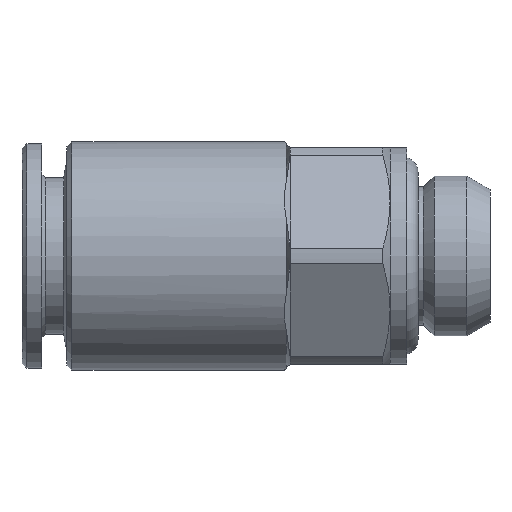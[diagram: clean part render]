
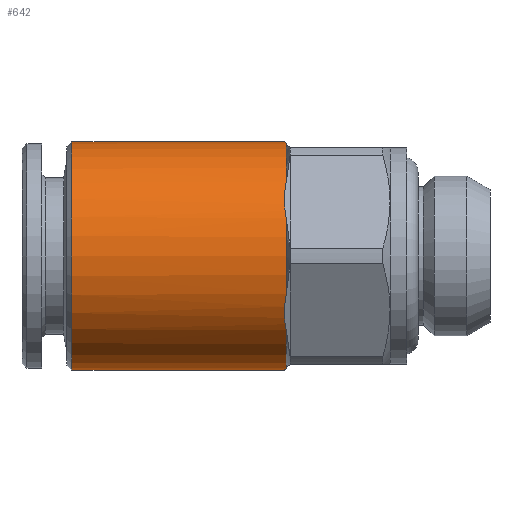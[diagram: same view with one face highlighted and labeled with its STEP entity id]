
A CAD part, left-side view. The second image highlights one B-rep face of the part: STEP entity #642.
In plain terms, the highlighted cylindrical face has radius 6.85 mm (diameter 13.7 mm), a partial arc.
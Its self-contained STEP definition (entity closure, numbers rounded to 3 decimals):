
#215 = VERTEX_POINT ( 'NONE', #2021 ) ;
#267 = VERTEX_POINT ( 'NONE', #1187 ) ;
#268 = VERTEX_POINT ( 'NONE', #1177 ) ;
#270 = EDGE_CURVE ( 'NONE', #268, #278, #1179, .T. ) ;
#274 = EDGE_CURVE ( 'NONE', #215, #267, #1185, .T. ) ;
#278 = VERTEX_POINT ( 'NONE', #1194 ) ;
#375 = EDGE_CURVE ( 'NONE', #406, #412, #1336, .T. ) ;
#406 = VERTEX_POINT ( 'NONE', #1402 ) ;
#412 = VERTEX_POINT ( 'NONE', #1407 ) ;
#415 = EDGE_CURVE ( 'NONE', #543, #419, #1416, .T. ) ;
#419 = VERTEX_POINT ( 'NONE', #1434 ) ;
#533 = ORIENTED_EDGE ( 'NONE', *, *, #634, .T. ) ;
#535 = VERTEX_POINT ( 'NONE', #783 ) ;
#536 = ORIENTED_EDGE ( 'NONE', *, *, #415, .F. ) ;
#539 = EDGE_CURVE ( 'NONE', #535, #681, #790, .T. ) ;
#541 = ORIENTED_EDGE ( 'NONE', *, *, #270, .F. ) ;
#543 = VERTEX_POINT ( 'NONE', #827 ) ;
#628 = ORIENTED_EDGE ( 'NONE', *, *, #629, .F. ) ;
#629 = EDGE_CURVE ( 'NONE', #278, #535, #926, .T. ) ;
#632 = ORIENTED_EDGE ( 'NONE', *, *, #633, .F. ) ;
#633 = EDGE_CURVE ( 'NONE', #681, #406, #923, .T. ) ;
#634 = EDGE_CURVE ( 'NONE', #268, #215, #935, .T. ) ;
#635 = EDGE_LOOP ( 'NONE', ( #541, #533, #644, #637, #536, #683, #636, #632, #639, #628 ) ) ;
#636 = ORIENTED_EDGE ( 'NONE', *, *, #375, .F. ) ;
#637 = ORIENTED_EDGE ( 'NONE', *, *, #638, .F. ) ;
#638 = EDGE_CURVE ( 'NONE', #419, #267, #946, .T. ) ;
#639 = ORIENTED_EDGE ( 'NONE', *, *, #539, .F. ) ;
#642 = ADVANCED_FACE ( 'NONE', ( #950 ), #952, .T. ) ;
#644 = ORIENTED_EDGE ( 'NONE', *, *, #274, .T. ) ;
#645 = EDGE_CURVE ( 'NONE', #412, #543, #957, .T. ) ;
#681 = VERTEX_POINT ( 'NONE', #1494 ) ;
#683 = ORIENTED_EDGE ( 'NONE', *, *, #645, .F. ) ;
#783 = CARTESIAN_POINT ( 'NONE',  ( -1.272, 12.231, 6.731 ) ) ;
#785 = CARTESIAN_POINT ( 'NONE',  ( 0., 12.231, 0. ) ) ;
#786 = AXIS2_PLACEMENT_3D ( 'NONE', #785, #794, #793 ) ;
#790 = CIRCLE ( 'NONE', #786, 6.85 ) ;
#793 = DIRECTION ( 'NONE',  ( 0., 0., -1. ) ) ;
#794 = DIRECTION ( 'NONE',  ( 0., -1., 0. ) ) ;
#801 = DIRECTION ( 'NONE',  ( 0., 0., -1. ) ) ;
#827 = CARTESIAN_POINT ( 'NONE',  ( -5.193, 12.231, -4.467 ) ) ;
#914 = CARTESIAN_POINT ( 'NONE',  ( -6.465, 12.231, 2.264 ) ) ;
#915 = CARTESIAN_POINT ( 'NONE',  ( -6.181, 12.39, 3.074 ) ) ;
#916 = CARTESIAN_POINT ( 'NONE',  ( -5.753, 12.39, 3.816 ) ) ;
#919 = CARTESIAN_POINT ( 'NONE',  ( -0.427, 12.35, 6.85 ) ) ;
#920 = CARTESIAN_POINT ( 'NONE',  ( 0., 12.35, 6.85 ) ) ;
#923 =( BOUNDED_CURVE ( )  B_SPLINE_CURVE ( 3, ( #924, #916, #915, #914 ),
 .UNSPECIFIED., .F., .F. ) 
 B_SPLINE_CURVE_WITH_KNOTS ( ( 4, 4 ),
 ( 2.955, 3.328 ),
 .UNSPECIFIED. ) 
 CURVE ( )  GEOMETRIC_REPRESENTATION_ITEM ( )  RATIONAL_B_SPLINE_CURVE ( ( 1., 0.988, 0.988, 1. ) ) 
 REPRESENTATION_ITEM ( '' )  );
#924 = CARTESIAN_POINT ( 'NONE',  ( -5.193, 12.231, 4.467 ) ) ;
#926 =( BOUNDED_CURVE ( )  B_SPLINE_CURVE ( 3, ( #920, #919, #930, #929 ),
 .UNSPECIFIED., .F., .F. ) 
 B_SPLINE_CURVE_WITH_KNOTS ( ( 4, 4 ),
 ( 3.142, 3.328 ),
 .UNSPECIFIED. ) 
 CURVE ( )  GEOMETRIC_REPRESENTATION_ITEM ( )  RATIONAL_B_SPLINE_CURVE ( ( 1., 0.997, 0.997, 1. ) ) 
 REPRESENTATION_ITEM ( '' )  );
#929 = CARTESIAN_POINT ( 'NONE',  ( -1.272, 12.231, 6.731 ) ) ;
#930 = CARTESIAN_POINT ( 'NONE',  ( -0.852, 12.31, 6.81 ) ) ;
#934 = CARTESIAN_POINT ( 'NONE',  ( 0., 25.1, 0. ) ) ;
#935 = CIRCLE ( 'NONE', #937, 6.85 ) ;
#936 = DIRECTION ( 'NONE',  ( 0., -1., 0. ) ) ;
#937 = AXIS2_PLACEMENT_3D ( 'NONE', #934, #936, #801 ) ;
#938 = DIRECTION ( 'NONE',  ( 0., 0., -1. ) ) ;
#939 = DIRECTION ( 'NONE',  ( 0., -1., 0. ) ) ;
#940 = CARTESIAN_POINT ( 'NONE',  ( 0., -8.06, 0. ) ) ;
#941 = CARTESIAN_POINT ( 'NONE',  ( -0.852, 12.31, -6.81 ) ) ;
#942 = CARTESIAN_POINT ( 'NONE',  ( -1.272, 12.231, -6.731 ) ) ;
#943 = CARTESIAN_POINT ( 'NONE',  ( -6.465, 12.231, -2.264 ) ) ;
#944 = CARTESIAN_POINT ( 'NONE',  ( 0., 12.35, -6.85 ) ) ;
#945 = CARTESIAN_POINT ( 'NONE',  ( -0.427, 12.35, -6.85 ) ) ;
#946 =( BOUNDED_CURVE ( )  B_SPLINE_CURVE ( 3, ( #942, #941, #945, #944 ),
 .UNSPECIFIED., .F., .T. ) 
 B_SPLINE_CURVE_WITH_KNOTS ( ( 4, 4 ),
 ( 2.955, 3.142 ),
 .UNSPECIFIED. ) 
 CURVE ( )  GEOMETRIC_REPRESENTATION_ITEM ( )  RATIONAL_B_SPLINE_CURVE ( ( 1., 0.997, 0.997, 1. ) ) 
 REPRESENTATION_ITEM ( '' )  );
#949 = CARTESIAN_POINT ( 'NONE',  ( -5.193, 12.231, -4.467 ) ) ;
#950 = FACE_OUTER_BOUND ( 'NONE', #635, .T. ) ;
#951 = AXIS2_PLACEMENT_3D ( 'NONE', #940, #939, #938 ) ;
#952 = CYLINDRICAL_SURFACE ( 'NONE', #951, 6.85 ) ;
#955 = CARTESIAN_POINT ( 'NONE',  ( -5.753, 12.39, -3.816 ) ) ;
#956 = CARTESIAN_POINT ( 'NONE',  ( -6.181, 12.39, -3.074 ) ) ;
#957 =( BOUNDED_CURVE ( )  B_SPLINE_CURVE ( 3, ( #943, #956, #955, #949 ),
 .UNSPECIFIED., .F., .T. ) 
 B_SPLINE_CURVE_WITH_KNOTS ( ( 4, 4 ),
 ( 2.955, 3.328 ),
 .UNSPECIFIED. ) 
 CURVE ( )  GEOMETRIC_REPRESENTATION_ITEM ( )  RATIONAL_B_SPLINE_CURVE ( ( 1., 0.988, 0.988, 1. ) ) 
 REPRESENTATION_ITEM ( '' )  );
#1177 = CARTESIAN_POINT ( 'NONE',  ( 0., 25.1, 6.85 ) ) ;
#1178 = CARTESIAN_POINT ( 'NONE',  ( 0., -8.06, 6.85 ) ) ;
#1179 = LINE ( 'NONE', #1178, #1186 ) ;
#1182 = DIRECTION ( 'NONE',  ( 0., -1., 0. ) ) ;
#1183 = VECTOR ( 'NONE', #1182, 1000. ) ;
#1184 = CARTESIAN_POINT ( 'NONE',  ( 0., -8.06, -6.85 ) ) ;
#1185 = LINE ( 'NONE', #1184, #1183 ) ;
#1186 = VECTOR ( 'NONE', #1197, 1000. ) ;
#1187 = CARTESIAN_POINT ( 'NONE',  ( 0., 12.35, -6.85 ) ) ;
#1194 = CARTESIAN_POINT ( 'NONE',  ( 0., 12.35, 6.85 ) ) ;
#1197 = DIRECTION ( 'NONE',  ( 0., -1., 0. ) ) ;
#1329 = DIRECTION ( 'NONE',  ( 0., 0., -1. ) ) ;
#1330 = DIRECTION ( 'NONE',  ( 0., -1., 0. ) ) ;
#1333 = CARTESIAN_POINT ( 'NONE',  ( 0., 12.231, 0. ) ) ;
#1334 = AXIS2_PLACEMENT_3D ( 'NONE', #1333, #1330, #1329 ) ;
#1336 = CIRCLE ( 'NONE', #1334, 6.85 ) ;
#1402 = CARTESIAN_POINT ( 'NONE',  ( -6.465, 12.231, 2.264 ) ) ;
#1407 = CARTESIAN_POINT ( 'NONE',  ( -6.465, 12.231, -2.264 ) ) ;
#1416 = CIRCLE ( 'NONE', #1418, 6.85 ) ;
#1417 = DIRECTION ( 'NONE',  ( 0., 0., -1. ) ) ;
#1418 = AXIS2_PLACEMENT_3D ( 'NONE', #1423, #1420, #1417 ) ;
#1420 = DIRECTION ( 'NONE',  ( 0., -1., 0. ) ) ;
#1423 = CARTESIAN_POINT ( 'NONE',  ( 0., 12.231, 0. ) ) ;
#1434 = CARTESIAN_POINT ( 'NONE',  ( -1.272, 12.231, -6.731 ) ) ;
#1494 = CARTESIAN_POINT ( 'NONE',  ( -5.193, 12.231, 4.467 ) ) ;
#2021 = CARTESIAN_POINT ( 'NONE',  ( 0., 25.1, -6.85 ) ) ;
